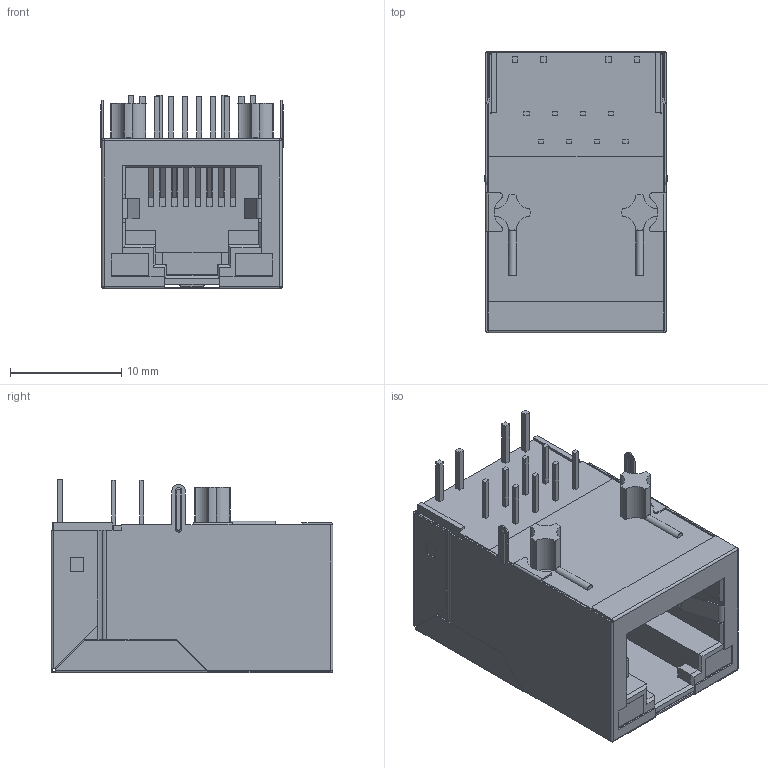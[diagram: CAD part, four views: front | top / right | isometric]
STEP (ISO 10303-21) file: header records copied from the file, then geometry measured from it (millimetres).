
FILE_DESCRIPTION(/* description */ ('Unknown'),/* implementation_level */ '2;1');
FILE_NAME(/* name */ '7499010121A2.stp',/* time_stamp */ '2023-10-18T10:13:52-03:00',/* author */ ('rogerio.marcondeli'),/* organization */ ('Unknown'),/* preprocessor_version */ 'ST-DEVELOPER v18.1',/* originating_system */ 'Autodesk Inventor 2022',/* authorisation */ ' ');
FILE_SCHEMA (('AUTOMOTIVE_DESIGN { 1 0 10303 214 3 1 1 }'));
Length unit declared in the file: millimetre
Products named in the file (6): 7499010121A; Insulator; Insulator_2; Shielding; LED; LED_1
Assembly tree (5 placements, depth 2):
  7499010121A
    Insulator
    Insulator_2
    Shielding
    LED
    LED_1
Bounding box: 16.4 x 25.3 x 17.4 mm (x, y, z)
Volume: 2706.6 mm3; surface area: 8355.2 mm2
Topology: 5 solids, 5 shells, 1014 faces, 2822 edges, 1836 vertices
Faces by surface type: plane 687, cylinder 225, bspline 84, sphere 10, torus 8
Entity records: 34032 total; most frequent: CARTESIAN_POINT 7129, ORIENTED_EDGE 5624, DIRECTION 4972, EDGE_CURVE 2812, LINE 2194, VECTOR 2194, VERTEX_POINT 1836, AXIS2_PLACEMENT_3D 1389
